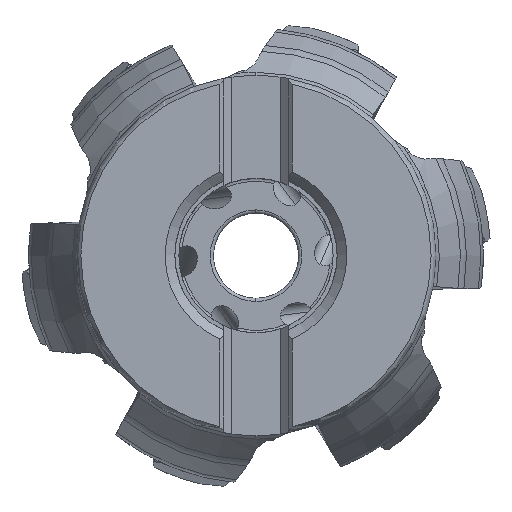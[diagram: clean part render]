
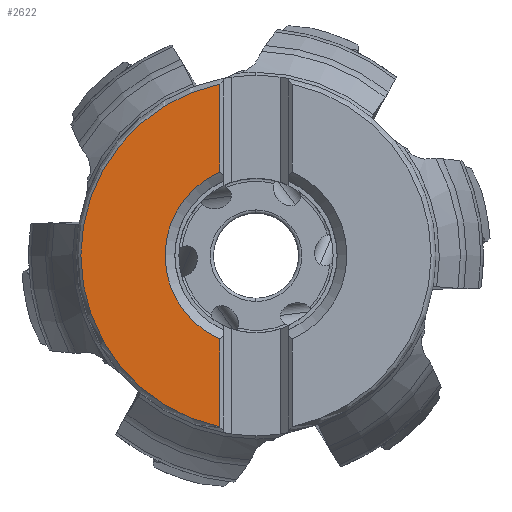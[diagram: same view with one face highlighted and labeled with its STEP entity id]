
A CAD part, top view. The second image highlights one B-rep face of the part: STEP entity #2622.
In plain terms, the highlighted planar face has unit normal (0, 0, 1).
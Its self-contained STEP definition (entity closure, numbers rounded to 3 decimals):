
#279=PLANE('',#15866);
#1105=LINE('',#28084,#1759);
#1106=LINE('',#28085,#1760);
#1759=VECTOR('',#18406,1.);
#1760=VECTOR('',#18407,1.);
#2622=ADVANCED_FACE('',(#3510),#279,.F.);
#3510=FACE_OUTER_BOUND('',#4330,.T.);
#4330=EDGE_LOOP('',(#7580,#7581,#7582,#7583,#7584));
#7580=ORIENTED_EDGE('',*,*,#13113,.F.);
#7581=ORIENTED_EDGE('',*,*,#13114,.F.);
#7582=ORIENTED_EDGE('',*,*,#13112,.F.);
#7583=ORIENTED_EDGE('',*,*,#13111,.F.);
#7584=ORIENTED_EDGE('',*,*,#13115,.F.);
#11279=VERTEX_POINT('',#28051);
#11282=VERTEX_POINT('',#28076);
#11283=VERTEX_POINT('',#28078);
#11284=VERTEX_POINT('',#28082);
#11285=VERTEX_POINT('',#28083);
#13111=EDGE_CURVE('',#11282,#11283,#14585,.T.);
#13112=EDGE_CURVE('',#11283,#11279,#14586,.T.);
#13113=EDGE_CURVE('',#11284,#11285,#14587,.T.);
#13114=EDGE_CURVE('',#11279,#11284,#1105,.T.);
#13115=EDGE_CURVE('',#11285,#11282,#1106,.T.);
#14585=CIRCLE('',#15862,21.625);
#14586=CIRCLE('',#15863,21.625);
#14587=CIRCLE('',#15865,11.225);
#15862=AXIS2_PLACEMENT_3D('',#28077,#18398,#18399);
#15863=AXIS2_PLACEMENT_3D('',#28079,#18400,#18401);
#15865=AXIS2_PLACEMENT_3D('',#28081,#18404,#18405);
#15866=AXIS2_PLACEMENT_3D('',#28086,#18408,#18409);
#18398=DIRECTION('',(0.,0.,-1.));
#18399=DIRECTION('',(-0.207,-0.978,0.));
#18400=DIRECTION('',(0.,0.,-1.));
#18401=DIRECTION('',(-1.,0.002,0.));
#18404=DIRECTION('',(0.,0.,1.));
#18405=DIRECTION('',(-0.398,0.917,0.));
#18406=DIRECTION('',(0.,-1.,0.));
#18407=DIRECTION('',(0.,-1.,0.));
#18408=DIRECTION('',(0.,0.,-1.));
#18409=DIRECTION('',(0.,1.,0.));
#28051=CARTESIAN_POINT('',(-4.47,21.158,0.));
#28076=CARTESIAN_POINT('',(-4.47,-21.158,0.));
#28077=CARTESIAN_POINT('',(0.,0.,0.));
#28078=CARTESIAN_POINT('',(-21.625,0.045,0.));
#28079=CARTESIAN_POINT('',(0.,0.,0.));
#28081=CARTESIAN_POINT('',(0.,0.,0.));
#28082=CARTESIAN_POINT('',(-4.47,10.297,0.));
#28083=CARTESIAN_POINT('',(-4.47,-10.297,0.));
#28084=CARTESIAN_POINT('',(-4.47,21.158,0.));
#28085=CARTESIAN_POINT('',(-4.47,-10.297,0.));
#28086=CARTESIAN_POINT('',(60.,48.,0.));
